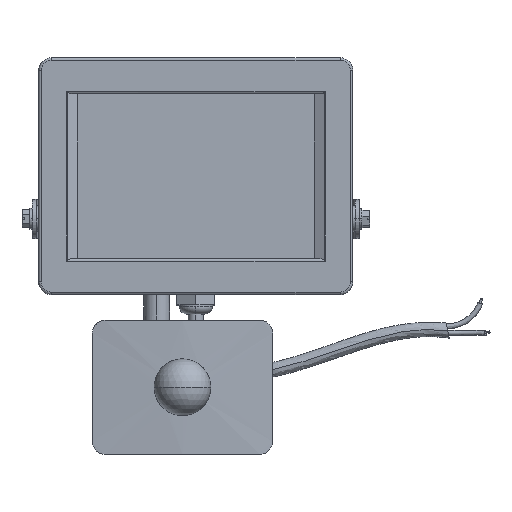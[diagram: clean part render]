
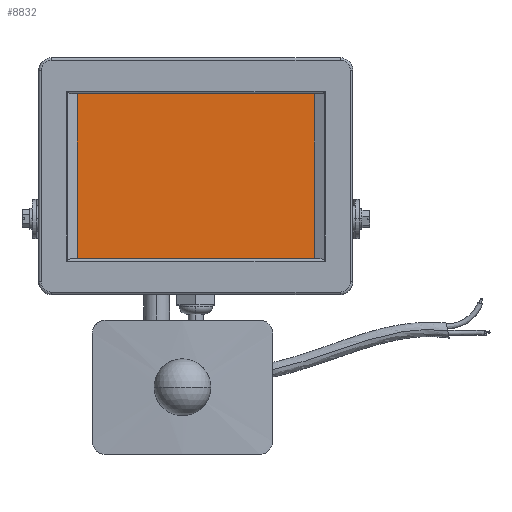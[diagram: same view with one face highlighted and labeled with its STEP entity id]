
A CAD part, top view. The second image highlights one B-rep face of the part: STEP entity #8832.
In plain terms, the highlighted planar face has unit normal (0, 0, 1).
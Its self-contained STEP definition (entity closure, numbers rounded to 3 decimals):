
#511 = VECTOR ( 'NONE', #12850, 1000. ) ;
#1367 = PLANE ( 'NONE',  #3771 ) ;
#1574 = VERTEX_POINT ( 'NONE', #4171 ) ;
#2828 = EDGE_LOOP ( 'NONE', ( #16292, #16140, #7852, #8532 ) ) ;
#2910 = VECTOR ( 'NONE', #10509, 1000. ) ;
#3771 = AXIS2_PLACEMENT_3D ( 'NONE', #4034, #11431, #10112 ) ;
#4034 = CARTESIAN_POINT ( 'NONE',  ( 46., 32., 25.5 ) ) ;
#4171 = CARTESIAN_POINT ( 'NONE',  ( 46., -32., 25.5 ) ) ;
#5287 = LINE ( 'NONE', #10167, #14567 ) ;
#5304 = DIRECTION ( 'NONE',  ( 0., -1., 0. ) ) ;
#6743 = CARTESIAN_POINT ( 'NONE',  ( 46., 32., 25.5 ) ) ;
#6746 = CARTESIAN_POINT ( 'NONE',  ( -46., 32., 25.5 ) ) ;
#7081 = VECTOR ( 'NONE', #10487, 1000. ) ;
#7698 = CARTESIAN_POINT ( 'NONE',  ( 46., 32., 25.5 ) ) ;
#7851 = CARTESIAN_POINT ( 'NONE',  ( -46., -32., 25.5 ) ) ;
#7852 = ORIENTED_EDGE ( 'NONE', *, *, #8863, .F. ) ;
#7856 = LINE ( 'NONE', #6746, #7081 ) ;
#8532 = ORIENTED_EDGE ( 'NONE', *, *, #8932, .T. ) ;
#8832 = ADVANCED_FACE ( 'NONE', ( #10231 ), #1367, .F. ) ;
#8863 = EDGE_CURVE ( 'NONE', #13041, #1574, #5287, .T. ) ;
#8932 = EDGE_CURVE ( 'NONE', #13041, #15450, #14181, .T. ) ;
#10026 = EDGE_CURVE ( 'NONE', #1574, #11176, #14351, .T. ) ;
#10112 = DIRECTION ( 'NONE',  ( -1., 0., 0. ) ) ;
#10144 = CARTESIAN_POINT ( 'NONE',  ( 46., -32., 25.5 ) ) ;
#10167 = CARTESIAN_POINT ( 'NONE',  ( 46., 32., 25.5 ) ) ;
#10186 = EDGE_CURVE ( 'NONE', #15450, #11176, #7856, .T. ) ;
#10231 = FACE_OUTER_BOUND ( 'NONE', #2828, .T. ) ;
#10487 = DIRECTION ( 'NONE',  ( 0., -1., 0. ) ) ;
#10509 = DIRECTION ( 'NONE',  ( -1., 0., 0. ) ) ;
#10953 = CARTESIAN_POINT ( 'NONE',  ( -46., 32., 25.5 ) ) ;
#11176 = VERTEX_POINT ( 'NONE', #7851 ) ;
#11431 = DIRECTION ( 'NONE',  ( 0., 0., -1. ) ) ;
#12850 = DIRECTION ( 'NONE',  ( -1., 0., 0. ) ) ;
#13041 = VERTEX_POINT ( 'NONE', #6743 ) ;
#14181 = LINE ( 'NONE', #7698, #2910 ) ;
#14351 = LINE ( 'NONE', #10144, #511 ) ;
#14567 = VECTOR ( 'NONE', #5304, 1000. ) ;
#15450 = VERTEX_POINT ( 'NONE', #10953 ) ;
#16140 = ORIENTED_EDGE ( 'NONE', *, *, #10026, .F. ) ;
#16292 = ORIENTED_EDGE ( 'NONE', *, *, #10186, .T. ) ;
